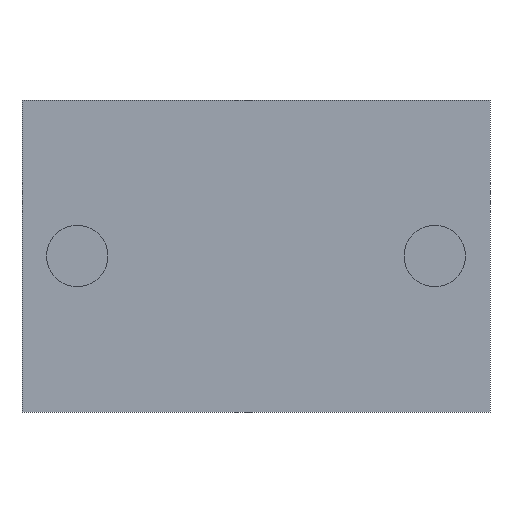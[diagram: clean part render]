
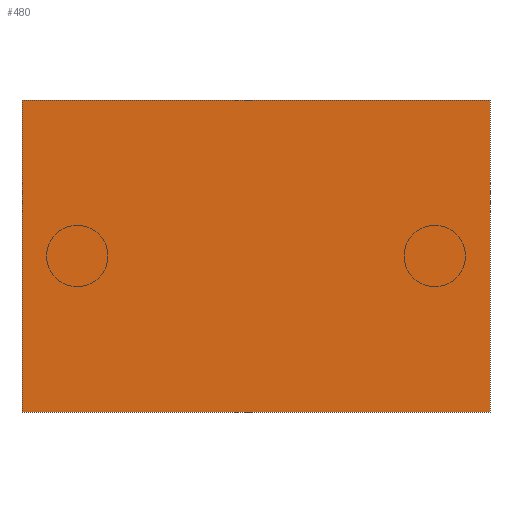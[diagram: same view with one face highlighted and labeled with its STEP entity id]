
A CAD part, front view. The second image highlights one B-rep face of the part: STEP entity #480.
In plain terms, the highlighted planar face has unit normal (0, -1, 0).
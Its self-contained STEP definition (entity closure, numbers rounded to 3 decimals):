
#1 = DIRECTION ( 'NONE',  ( 1., 0., 0. ) ) ;
#18 = VERTEX_POINT ( 'NONE', #237 ) ;
#29 = EDGE_LOOP ( 'NONE', ( #70, #296, #258, #418 ) ) ;
#42 = CARTESIAN_POINT ( 'NONE',  ( 19.05, 0., -12.7 ) ) ;
#59 = VERTEX_POINT ( 'NONE', #42 ) ;
#70 = ORIENTED_EDGE ( 'NONE', *, *, #139, .F. ) ;
#72 = DIRECTION ( 'NONE',  ( 0., 0., 1. ) ) ;
#104 = LINE ( 'NONE', #211, #462 ) ;
#107 = CARTESIAN_POINT ( 'NONE',  ( -19.05, 0., 12.7 ) ) ;
#109 = VERTEX_POINT ( 'NONE', #159 ) ;
#110 = VECTOR ( 'NONE', #245, 1000. ) ;
#128 = EDGE_CURVE ( 'NONE', #18, #299, #226, .T. ) ;
#139 = EDGE_CURVE ( 'NONE', #109, #59, #199, .T. ) ;
#159 = CARTESIAN_POINT ( 'NONE',  ( 19.05, 0., 12.7 ) ) ;
#199 = LINE ( 'NONE', #369, #110 ) ;
#203 = CARTESIAN_POINT ( 'NONE',  ( 0., 0., 0. ) ) ;
#211 = CARTESIAN_POINT ( 'NONE',  ( -19.05, 0., 12.7 ) ) ;
#226 = LINE ( 'NONE', #286, #341 ) ;
#236 = FACE_OUTER_BOUND ( 'NONE', #29, .T. ) ;
#237 = CARTESIAN_POINT ( 'NONE',  ( -19.05, 0., -12.7 ) ) ;
#245 = DIRECTION ( 'NONE',  ( 0., 0., -1. ) ) ;
#258 = ORIENTED_EDGE ( 'NONE', *, *, #128, .F. ) ;
#268 = LINE ( 'NONE', #526, #533 ) ;
#286 = CARTESIAN_POINT ( 'NONE',  ( -19.05, 0., -12.7 ) ) ;
#296 = ORIENTED_EDGE ( 'NONE', *, *, #424, .F. ) ;
#299 = VERTEX_POINT ( 'NONE', #107 ) ;
#309 = DIRECTION ( 'NONE',  ( -1., 0., 0. ) ) ;
#318 = DIRECTION ( 'NONE',  ( 0., 1., 0. ) ) ;
#341 = VECTOR ( 'NONE', #492, 1000. ) ;
#343 = EDGE_CURVE ( 'NONE', #59, #18, #268, .T. ) ;
#369 = CARTESIAN_POINT ( 'NONE',  ( 19.05, 0., -12.7 ) ) ;
#418 = ORIENTED_EDGE ( 'NONE', *, *, #343, .F. ) ;
#424 = EDGE_CURVE ( 'NONE', #299, #109, #104, .T. ) ;
#439 = PLANE ( 'NONE',  #440 ) ;
#440 = AXIS2_PLACEMENT_3D ( 'NONE', #203, #318, #72 ) ;
#462 = VECTOR ( 'NONE', #1, 1000. ) ;
#480 = ADVANCED_FACE ( 'NONE', ( #236 ), #439, .F. ) ;
#492 = DIRECTION ( 'NONE',  ( 0., 0., 1. ) ) ;
#526 = CARTESIAN_POINT ( 'NONE',  ( -19.05, 0., -12.7 ) ) ;
#533 = VECTOR ( 'NONE', #309, 1000. ) ;
